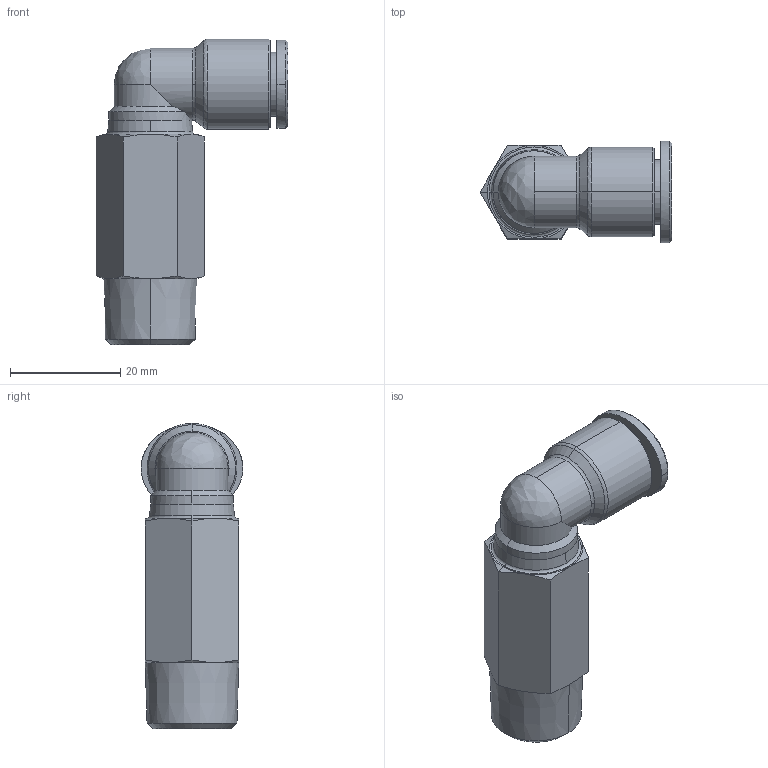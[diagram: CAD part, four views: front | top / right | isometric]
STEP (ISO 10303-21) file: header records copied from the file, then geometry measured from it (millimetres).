
FILE_DESCRIPTION (( 'STEP AP214' ), '1' );
FILE_NAME ('PLL10-03.stp', '2015-09-10T08:06:12', ( '' ), ( '' ), 'SwSTEP 2.0', 'SolidWorks 2015', '' );
FILE_SCHEMA (( 'AUTOMOTIVE_DESIGN' ));
Length unit declared in the file: millimetre
Products named in the file (2): PLL10-03; ｦ+ﾃｦ1
Assembly tree (1 placements, depth 2):
  PLL10-03
    ｦ+ﾃｦ1
Bounding box: 34.81 x 18.5 x 55.45 mm (x, y, z)
Volume: 10114.1 mm3; surface area: 6177.5 mm2
Topology: 1 solids, 1 shells, 453 faces, 1277 edges, 839 vertices
Faces by surface type: plane 388, cone 34, cylinder 15, bspline 12, torus 4
Entity records: 15808 total; most frequent: CARTESIAN_POINT 3499, ORIENTED_EDGE 2548, DIRECTION 2196, EDGE_CURVE 1274, LINE 1142, VECTOR 1142, VERTEX_POINT 839, AXIS2_PLACEMENT_3D 527
